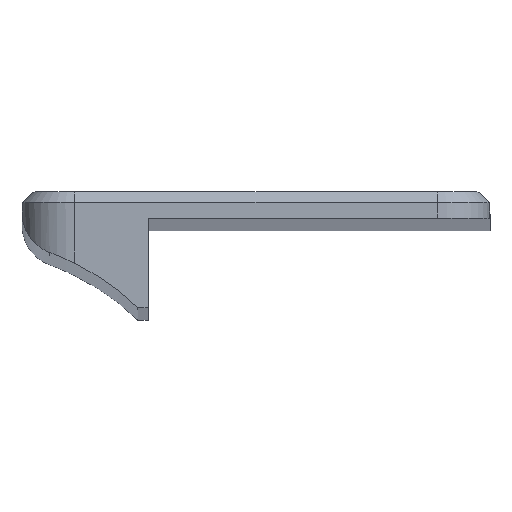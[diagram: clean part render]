
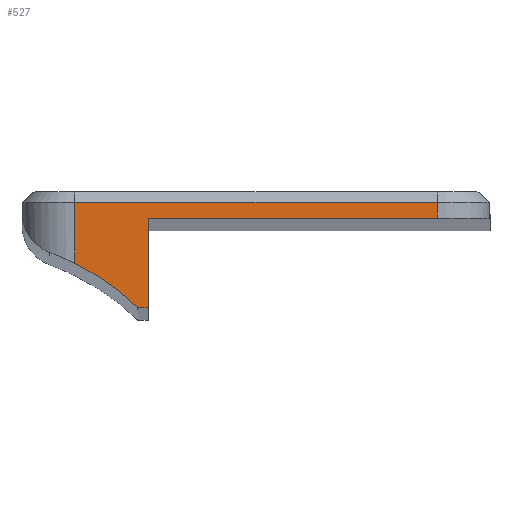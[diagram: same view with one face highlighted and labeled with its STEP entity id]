
A CAD part, top view. The second image highlights one B-rep face of the part: STEP entity #527.
In plain terms, the highlighted planar face has unit normal (0, 0, 1).
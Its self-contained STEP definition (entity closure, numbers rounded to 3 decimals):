
#153=DIRECTION('',(-1.,0.,0.));
#154=VECTOR('',#153,13.8);
#155=CARTESIAN_POINT('',(15.8,-0.4,135.5));
#156=LINE('',#155,#154);
#157=DIRECTION('',(0.,1.,0.));
#158=VECTOR('',#157,0.6);
#159=CARTESIAN_POINT('',(15.8,-1.,135.5));
#160=LINE('',#159,#158);
#161=DIRECTION('',(1.,0.,0.));
#162=VECTOR('',#161,11.);
#163=CARTESIAN_POINT('',(4.8,-1.,135.5));
#164=LINE('',#163,#162);
#165=DIRECTION('',(0.,1.,0.));
#166=VECTOR('',#165,3.4);
#167=CARTESIAN_POINT('',(4.8,-4.4,135.5));
#168=LINE('',#167,#166);
#169=DIRECTION('',(1.,0.,0.));
#170=VECTOR('',#169,0.4);
#171=CARTESIAN_POINT('',(4.4,-4.4,135.5));
#172=LINE('',#171,#170);
#173=CARTESIAN_POINT('',(-2.18,-11.185,135.5));
#174=DIRECTION('',(0.,0.,-1.));
#175=DIRECTION('',(0.442,0.897,0.));
#176=AXIS2_PLACEMENT_3D('',#173,#174,#175);
#178=DIRECTION('',(0.,-1.,0.));
#179=VECTOR('',#178,2.308);
#180=CARTESIAN_POINT('',(2.,-0.4,135.5));
#181=LINE('',#180,#179);
#239=CARTESIAN_POINT('',(4.8,-4.4,135.5));
#240=CARTESIAN_POINT('',(4.8,-1.,135.5));
#241=VERTEX_POINT('',#239);
#242=VERTEX_POINT('',#240);
#247=CARTESIAN_POINT('',(2.,-2.708,135.5));
#248=CARTESIAN_POINT('',(4.4,-4.4,135.5));
#249=VERTEX_POINT('',#247);
#250=VERTEX_POINT('',#248);
#264=CARTESIAN_POINT('',(15.8,-1.,135.5));
#266=VERTEX_POINT('',#264);
#267=CARTESIAN_POINT('',(2.,-0.4,135.5));
#269=VERTEX_POINT('',#267);
#295=CARTESIAN_POINT('',(15.8,-0.4,135.5));
#296=VERTEX_POINT('',#295);
#511=CARTESIAN_POINT('',(0.,0.,135.5));
#512=DIRECTION('',(0.,0.,1.));
#513=DIRECTION('',(1.,0.,0.));
#514=AXIS2_PLACEMENT_3D('',#511,#512,#513);
#515=PLANE('',#514);
#517=ORIENTED_EDGE('',*,*,#516,.F.);
#519=ORIENTED_EDGE('',*,*,#518,.F.);
#520=ORIENTED_EDGE('',*,*,#374,.F.);
#521=ORIENTED_EDGE('',*,*,#391,.F.);
#522=ORIENTED_EDGE('',*,*,#404,.F.);
#523=ORIENTED_EDGE('',*,*,#423,.F.);
#524=ORIENTED_EDGE('',*,*,#501,.F.);
#525=EDGE_LOOP('',(#517,#519,#520,#521,#522,#523,#524));
#526=FACE_OUTER_BOUND('',#525,.F.);
#527=ADVANCED_FACE('',(#526),#515,.T.);
#177=CIRCLE('',#176,9.451);
#374=EDGE_CURVE('',#242,#266,#164,.T.);
#391=EDGE_CURVE('',#241,#242,#168,.T.);
#404=EDGE_CURVE('',#250,#241,#172,.T.);
#423=EDGE_CURVE('',#249,#250,#177,.T.);
#501=EDGE_CURVE('',#269,#249,#181,.T.);
#516=EDGE_CURVE('',#296,#269,#156,.T.);
#518=EDGE_CURVE('',#266,#296,#160,.T.);
